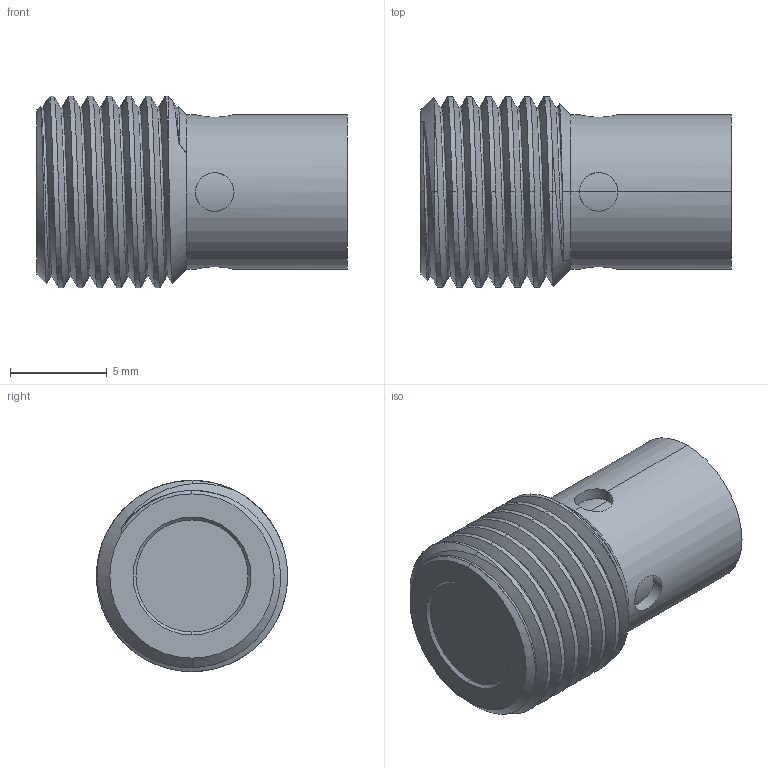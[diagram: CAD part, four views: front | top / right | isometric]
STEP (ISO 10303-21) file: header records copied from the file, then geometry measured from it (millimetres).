
FILE_DESCRIPTION (( 'STEP AP203' ), '1' );
FILE_NAME ('LS10MA30NN.STEP', '2025-04-21T06:37:01', ( '' ), ( '' ), 'SwSTEP 2.0', 'SolidWorks 2018', '' );
FILE_SCHEMA (( 'CONFIG_CONTROL_DESIGN' ));
Length unit declared in the file: millimetre
Products named in the file (1): LS10MA30NN
Bounding box: 16.05 x 9.88 x 9.9 mm (x, y, z)
Volume: 932.5 mm3; surface area: 701.4 mm2
Topology: 1 solids, 1 shells, 46 faces, 110 edges, 70 vertices
Faces by surface type: cylinder 31, cone 8, plane 4, bspline 3
Entity records: 3162 total; most frequent: CARTESIAN_POINT 2152, ORIENTED_EDGE 220, DIRECTION 160, EDGE_CURVE 110, VERTEX_POINT 70, AXIS2_PLACEMENT_3D 62, EDGE_LOOP 50, FACE_OUTER_BOUND 46
